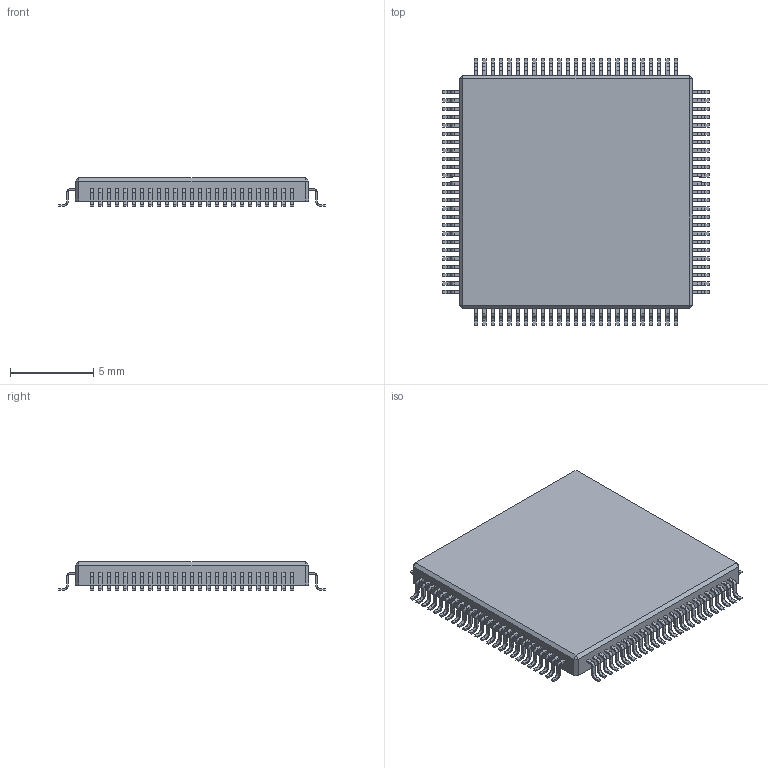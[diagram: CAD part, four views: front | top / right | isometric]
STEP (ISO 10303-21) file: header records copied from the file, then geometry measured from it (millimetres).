
FILE_DESCRIPTION (( 'STEP AP214' ), '1' );
FILE_NAME ('5F17CDFF-B2A1-4564-83DB-A74F257218EE.STEP', '2007-03-14T06:55:08', ( 'sysAdmin' ), ( 'SolidWorks' ), 'SwSTEP 2.0', 'SolidWorks 2007', '' );
FILE_SCHEMA (( 'AUTOMOTIVE_DESIGN' ));
Length unit declared in the file: millimetre
Products named in the file (1): 5F17CDFF-B2A1-4564-83DB-A74F257218EE
Bounding box: 16 x 16 x 1.71 mm (x, y, z)
Volume: 276.7 mm3; surface area: 569.5 mm2
Topology: 1 solids, 1 shells, 1318 faces, 3636 edges, 2420 vertices
Faces by surface type: plane 918, cylinder 400
Entity records: 41933 total; most frequent: CARTESIAN_POINT 7375, ORIENTED_EDGE 7272, DIRECTION 7074, EDGE_CURVE 3636, LINE 2836, VECTOR 2836, VERTEX_POINT 2420, AXIS2_PLACEMENT_3D 2119
